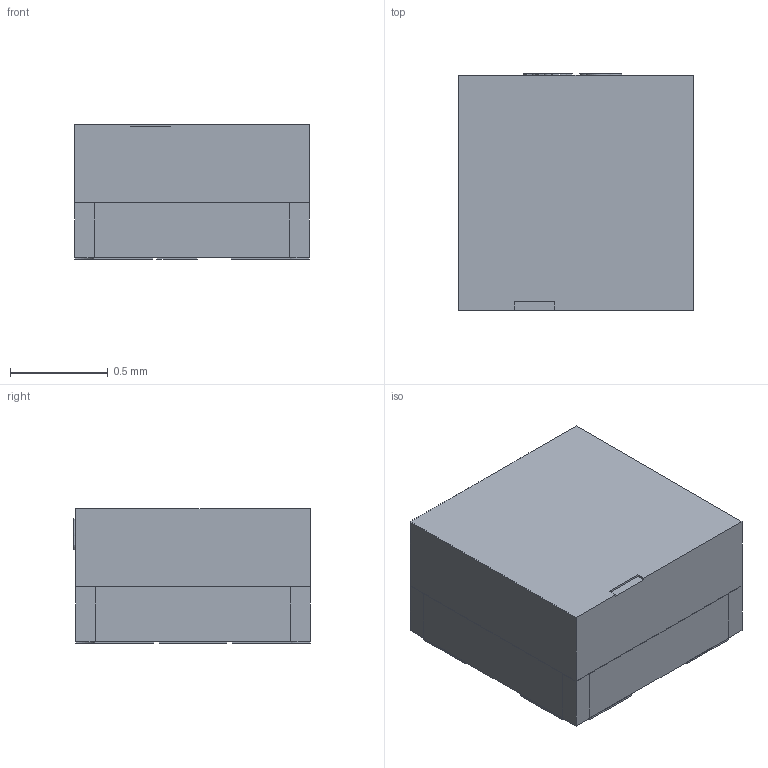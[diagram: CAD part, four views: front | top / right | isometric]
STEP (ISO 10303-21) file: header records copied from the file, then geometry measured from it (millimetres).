
FILE_DESCRIPTION (( 'STEP AP214' ), '1' );
FILE_NAME ('LED-SMD_4P-L1.2-W1.2.STEP', '2023-06-20T03:48:10', ( 'PC' ), ( 'Microsoft' ), 'SwSTEP 2.0', 'SolidWorks 2020', '' );
FILE_SCHEMA (( 'AUTOMOTIVE_DESIGN' ));
Length unit declared in the file: millimetre
Products named in the file (1): LED-SMD_4P-L1.2-W1.2
Bounding box: 1.2 x 1.21 x 0.69 mm (x, y, z)
Volume: 1 mm3; surface area: 10.7 mm2
Topology: 10 solids, 10 shells, 301 faces, 783 edges, 522 vertices
Faces by surface type: plane 191, bspline 98, cylinder 12
Entity records: 13035 total; most frequent: CARTESIAN_POINT 2913, ORIENTED_EDGE 1566, DIRECTION 1015, EDGE_CURVE 783, VECTOR 559, LINE 559, VERTEX_POINT 522, EDGE_LOOP 321
